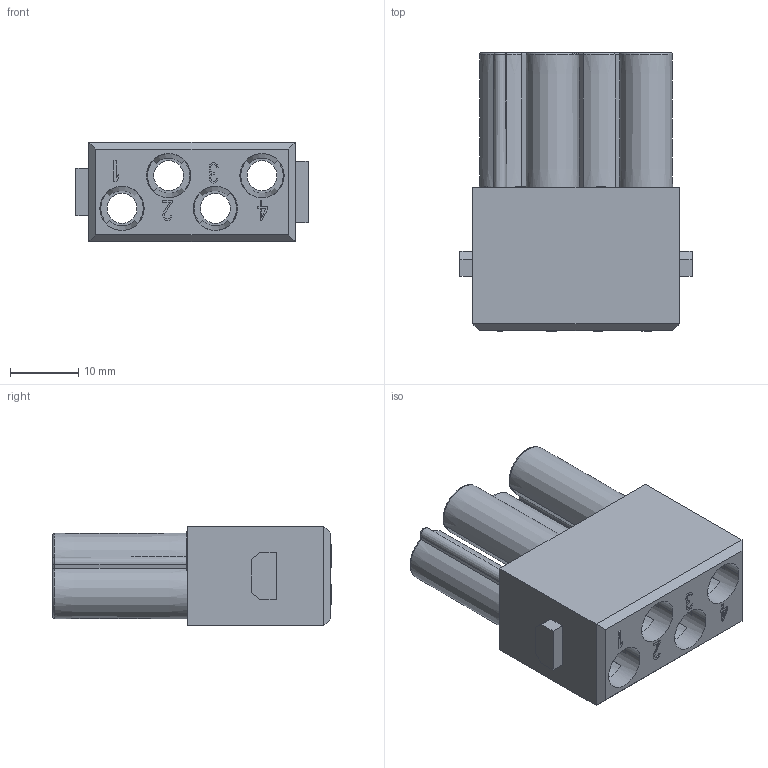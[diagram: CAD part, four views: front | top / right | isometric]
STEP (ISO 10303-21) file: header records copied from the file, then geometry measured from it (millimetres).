
FILE_DESCRIPTION((''),'2;1');
FILE_NAME('HMD-004-FC','2017-05-17T',('tl.yang'),(''),'PRO/ENGINEER BY PARAMETRIC TECHNOLOGY CORPORATION, 2011500','PRO/ENGINEER BY PARAMETRIC TECHNOLOGY CORPORATION, 2011500','');
FILE_SCHEMA(('CONFIG_CONTROL_DESIGN'));
Length unit declared in the file: millimetre
Products named in the file (1): HMD-004-FC
Bounding box: 34.1 x 40.9 x 14.6 mm (x, y, z)
Volume: 8083.2 mm3; surface area: 7931.8 mm2
Topology: 1 solids, 1 shells, 390 faces, 1024 edges, 672 vertices
Faces by surface type: plane 312, cone 42, cylinder 26, torus 10
Entity records: 11962 total; most frequent: CARTESIAN_POINT 2176, ORIENTED_EDGE 2048, DIRECTION 1930, EDGE_CURVE 1024, VECTOR 858, LINE 858, VERTEX_POINT 672, AXIS2_PLACEMENT_3D 536
